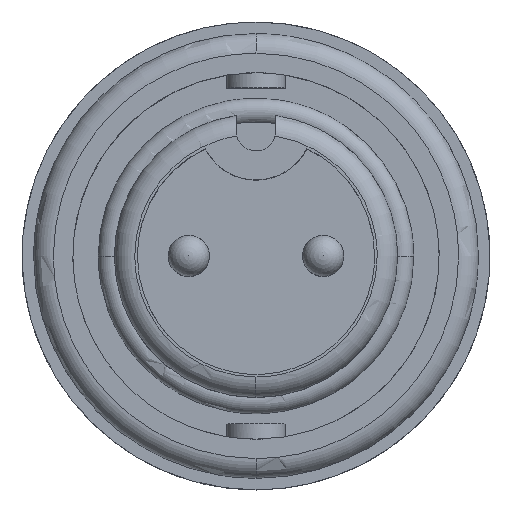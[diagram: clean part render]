
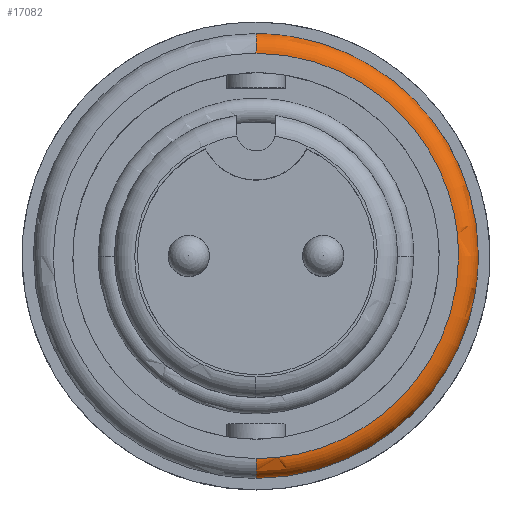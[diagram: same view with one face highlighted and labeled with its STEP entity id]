
A CAD part, top view. The second image highlights one B-rep face of the part: STEP entity #17082.
In plain terms, the highlighted toroidal (fillet/blend) face has major radius 7.811 mm and minor radius 0.762 mm.
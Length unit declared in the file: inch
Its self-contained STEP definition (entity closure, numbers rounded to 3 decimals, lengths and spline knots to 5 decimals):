
#286 = CARTESIAN_POINT ( 'NONE',  ( 0.15486, 0.26869, 0.174 ) ) ;
#413 = VERTEX_POINT ( 'NONE', #3819 ) ;
#687 = DIRECTION ( 'NONE',  ( 1., 0., 0. ) ) ;
#1030 = VERTEX_POINT ( 'NONE', #2634 ) ;
#1050 = CARTESIAN_POINT ( 'NONE',  ( 0., -0.3075, 0.174 ) ) ;
#1331 = CARTESIAN_POINT ( 'NONE',  ( 0., 0.3375, 0.144 ) ) ;
#1648 = CARTESIAN_POINT ( 'NONE',  ( 0.2459, 0.18897, 0.174 ) ) ;
#1717 = CARTESIAN_POINT ( 'NONE',  ( 0.3075, -0.04025, 0.174 ) ) ;
#1833 = CARTESIAN_POINT ( 'NONE',  ( 0.16997, -0.2949, 0.144 ) ) ;
#2119 = EDGE_CURVE ( 'NONE', #17382, #5059, #10402, .T. ) ;
#2437 = CARTESIAN_POINT ( 'NONE',  ( 0., 0.3075, 0.174 ) ) ;
#2634 = CARTESIAN_POINT ( 'NONE',  ( 0., -0.3375, 0.144 ) ) ;
#2749 = EDGE_CURVE ( 'NONE', #10364, #413, #12385, .T. ) ;
#3007 = CARTESIAN_POINT ( 'NONE',  ( 0.2995, 0.08049, 0.174 ) ) ;
#3102 = DIRECTION ( 'NONE',  ( 0., 0., -1. ) ) ;
#3176 = EDGE_CURVE ( 'NONE', #413, #11069, #5333, .T. ) ;
#3181 = DIRECTION ( 'NONE',  ( -1., 0., 0. ) ) ;
#3197 = EDGE_CURVE ( 'NONE', #1030, #17382, #16586, .T. ) ;
#3198 = CARTESIAN_POINT ( 'NONE',  ( 0.26989, -0.20741, 0.144 ) ) ;
#3601 = ORIENTED_EDGE ( 'NONE', *, *, #3197, .T. ) ;
#3819 = CARTESIAN_POINT ( 'NONE',  ( 0.3075, 0., 0.174 ) ) ;
#3989 = CARTESIAN_POINT ( 'NONE',  ( 0.3375, 0.04418, 0.144 ) ) ;
#4365 = CARTESIAN_POINT ( 'NONE',  ( 0.3075, 0., 0.174 ) ) ;
#4429 = CARTESIAN_POINT ( 'NONE',  ( 0.26869, -0.15486, 0.174 ) ) ;
#4545 = CARTESIAN_POINT ( 'NONE',  ( 0.32872, -0.08834, 0.144 ) ) ;
#5059 = VERTEX_POINT ( 'NONE', #15659 ) ;
#5333 = B_SPLINE_CURVE_WITH_KNOTS ( 'NONE', 3,
 ( #8449, #1717, #12528, #4429, #13883, #5793, #15231, #7166, #16590, #8506 ),
 .UNSPECIFIED., .F., .F.,
 ( 4, 2, 2, 2, 4 ),
 ( 0., 0.125, 0.25, 0.375, 0.5 ),
 .UNSPECIFIED. ) ;
#5346 = CARTESIAN_POINT ( 'NONE',  ( 0.32872, 0.08834, 0.144 ) ) ;
#5506 = CARTESIAN_POINT ( 'NONE',  ( 0.3375, 0., 0.144 ) ) ;
#5793 = CARTESIAN_POINT ( 'NONE',  ( 0.18897, -0.2459, 0.174 ) ) ;
#5914 = CARTESIAN_POINT ( 'NONE',  ( 0.3375, 0., 0.144 ) ) ;
#6725 = CARTESIAN_POINT ( 'NONE',  ( 0.26989, 0.20741, 0.144 ) ) ;
#6835 = CIRCLE ( 'NONE', #12545, 0.03 ) ;
#7062 = AXIS2_PLACEMENT_3D ( 'NONE', #11266, #3181, #12630 ) ;
#7166 = CARTESIAN_POINT ( 'NONE',  ( 0.08049, -0.2995, 0.174 ) ) ;
#7221 = CARTESIAN_POINT ( 'NONE',  ( 0., -0.3375, 0.144 ) ) ;
#7341 = CIRCLE ( 'NONE', #7062, 0.03 ) ;
#7457 = TOROIDAL_SURFACE ( 'NONE', #9503, 0.3075, 0.03 ) ;
#7573 = ORIENTED_EDGE ( 'NONE', *, *, #2119, .T. ) ;
#8073 = CARTESIAN_POINT ( 'NONE',  ( 0.16997, 0.2949, 0.144 ) ) ;
#8289 = FACE_OUTER_BOUND ( 'NONE', #17314, .T. ) ;
#8384 = CARTESIAN_POINT ( 'NONE',  ( 0.08049, 0.2995, 0.174 ) ) ;
#8449 = CARTESIAN_POINT ( 'NONE',  ( 0.3075, 0., 0.174 ) ) ;
#8506 = CARTESIAN_POINT ( 'NONE',  ( 0., -0.3075, 0.174 ) ) ;
#8537 = CARTESIAN_POINT ( 'NONE',  ( 0., 0., 0.144 ) ) ;
#8797 = CARTESIAN_POINT ( 'NONE',  ( 0., -0.3075, 0.144 ) ) ;
#9443 = CARTESIAN_POINT ( 'NONE',  ( 0.04418, 0.3375, 0.144 ) ) ;
#9503 = AXIS2_PLACEMENT_3D ( 'NONE', #8537, #3102, #13973 ) ;
#9764 = CARTESIAN_POINT ( 'NONE',  ( 0.18897, 0.2459, 0.174 ) ) ;
#9881 = ORIENTED_EDGE ( 'NONE', *, *, #16740, .T. ) ;
#9951 = CARTESIAN_POINT ( 'NONE',  ( 0.08834, -0.32872, 0.144 ) ) ;
#10174 = DIRECTION ( 'NONE',  ( 0., 1., 0. ) ) ;
#10260 = EDGE_CURVE ( 'NONE', #10364, #5059, #7341, .T. ) ;
#10364 = VERTEX_POINT ( 'NONE', #15396 ) ;
#10402 = B_SPLINE_CURVE_WITH_KNOTS ( 'NONE', 3,
 ( #13431, #3989, #5346, #14785, #6725, #16143, #8073, #17526, #9443, #1331 ),
 .UNSPECIFIED., .F., .F.,
 ( 4, 2, 2, 2, 4 ),
 ( 0., 0.125, 0.25, 0.375, 0.5 ),
 .UNSPECIFIED. ) ;
#10629 = ORIENTED_EDGE ( 'NONE', *, *, #10260, .F. ) ;
#11069 = VERTEX_POINT ( 'NONE', #1050 ) ;
#11108 = CARTESIAN_POINT ( 'NONE',  ( 0.26869, 0.15486, 0.174 ) ) ;
#11170 = ORIENTED_EDGE ( 'NONE', *, *, #2749, .T. ) ;
#11266 = CARTESIAN_POINT ( 'NONE',  ( 0., 0.3075, 0.144 ) ) ;
#11290 = CARTESIAN_POINT ( 'NONE',  ( 0.20741, -0.26989, 0.144 ) ) ;
#11521 = ORIENTED_EDGE ( 'NONE', *, *, #3176, .T. ) ;
#12385 = B_SPLINE_CURVE_WITH_KNOTS ( 'NONE', 3,
 ( #2437, #16413, #8384, #286, #9764, #1648, #11108, #3007, #12474, #4365 ),
 .UNSPECIFIED., .F., .F.,
 ( 4, 2, 2, 2, 4 ),
 ( 0.5, 0.625, 0.75, 0.875, 1. ),
 .UNSPECIFIED. ) ;
#12474 = CARTESIAN_POINT ( 'NONE',  ( 0.3075, 0.04025, 0.174 ) ) ;
#12528 = CARTESIAN_POINT ( 'NONE',  ( 0.2995, -0.08049, 0.174 ) ) ;
#12545 = AXIS2_PLACEMENT_3D ( 'NONE', #8797, #687, #10174 ) ;
#12630 = DIRECTION ( 'NONE',  ( 0., 0., 1. ) ) ;
#12653 = CARTESIAN_POINT ( 'NONE',  ( 0.2949, -0.16997, 0.144 ) ) ;
#13431 = CARTESIAN_POINT ( 'NONE',  ( 0.3375, 0., 0.144 ) ) ;
#13883 = CARTESIAN_POINT ( 'NONE',  ( 0.2459, -0.18897, 0.174 ) ) ;
#13973 = DIRECTION ( 'NONE',  ( 0., 1., 0. ) ) ;
#14005 = CARTESIAN_POINT ( 'NONE',  ( 0.3375, -0.04418, 0.144 ) ) ;
#14785 = CARTESIAN_POINT ( 'NONE',  ( 0.2949, 0.16997, 0.144 ) ) ;
#15231 = CARTESIAN_POINT ( 'NONE',  ( 0.15486, -0.26869, 0.174 ) ) ;
#15296 = CARTESIAN_POINT ( 'NONE',  ( 0.04418, -0.3375, 0.144 ) ) ;
#15396 = CARTESIAN_POINT ( 'NONE',  ( 0., 0.3075, 0.174 ) ) ;
#15659 = CARTESIAN_POINT ( 'NONE',  ( 0., 0.3375, 0.144 ) ) ;
#16143 = CARTESIAN_POINT ( 'NONE',  ( 0.20741, 0.26989, 0.144 ) ) ;
#16413 = CARTESIAN_POINT ( 'NONE',  ( 0.04025, 0.3075, 0.174 ) ) ;
#16586 = B_SPLINE_CURVE_WITH_KNOTS ( 'NONE', 3,
 ( #7221, #15296, #9951, #1833, #11290, #3198, #12653, #4545, #14005, #5914 ),
 .UNSPECIFIED., .F., .F.,
 ( 4, 2, 2, 2, 4 ),
 ( 0.5, 0.625, 0.75, 0.875, 1. ),
 .UNSPECIFIED. ) ;
#16590 = CARTESIAN_POINT ( 'NONE',  ( 0.04025, -0.3075, 0.174 ) ) ;
#16740 = EDGE_CURVE ( 'NONE', #11069, #1030, #6835, .T. ) ;
#17082 = ADVANCED_FACE ( 'NONE', ( #8289 ), #7457, .T. ) ;
#17314 = EDGE_LOOP ( 'NONE', ( #11521, #9881, #3601, #7573, #10629, #11170 ) ) ;
#17382 = VERTEX_POINT ( 'NONE', #5506 ) ;
#17526 = CARTESIAN_POINT ( 'NONE',  ( 0.08834, 0.32872, 0.144 ) ) ;
